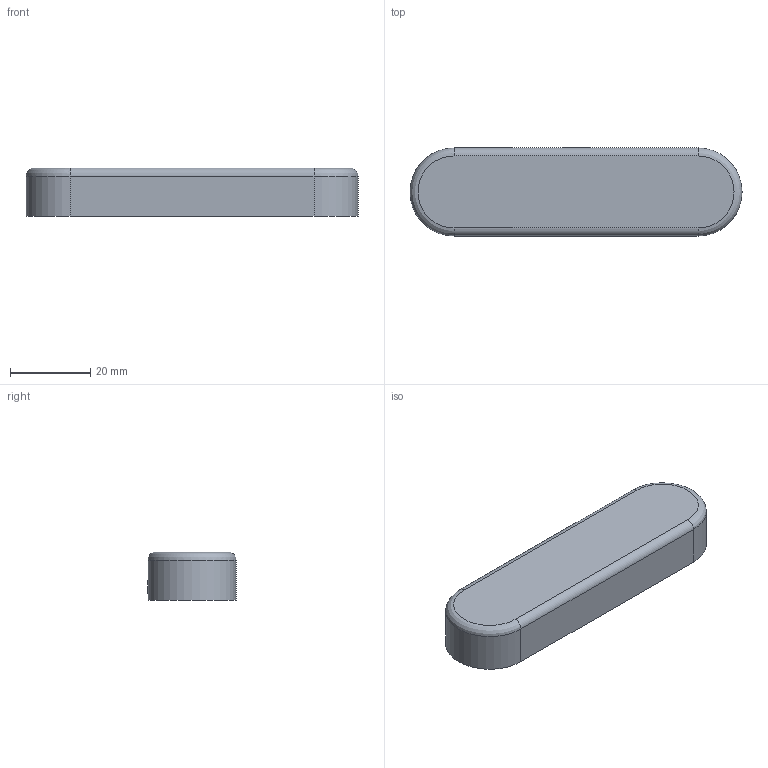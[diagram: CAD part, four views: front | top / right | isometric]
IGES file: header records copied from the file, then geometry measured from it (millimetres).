
Start section: Elysium IGES Interface
Global section: file name:CRN_P.igs; native system: SolidDesigner 15.50B  03-Nov-2007; preprocessor: OneSpace IGES_3D V2.2; author: Unknown; organization: Unknown; date: 20080902.091002; units: millimetre
Bounding box: 83 x 22 x 12 mm (x, y, z)
Surface area: 5630.9 mm2 (no closed solid volume)
Topology: 0 solids, 0 shells, 66 faces, 340 edges, 340 vertices
Faces by surface type: plane 38, bspline 28
